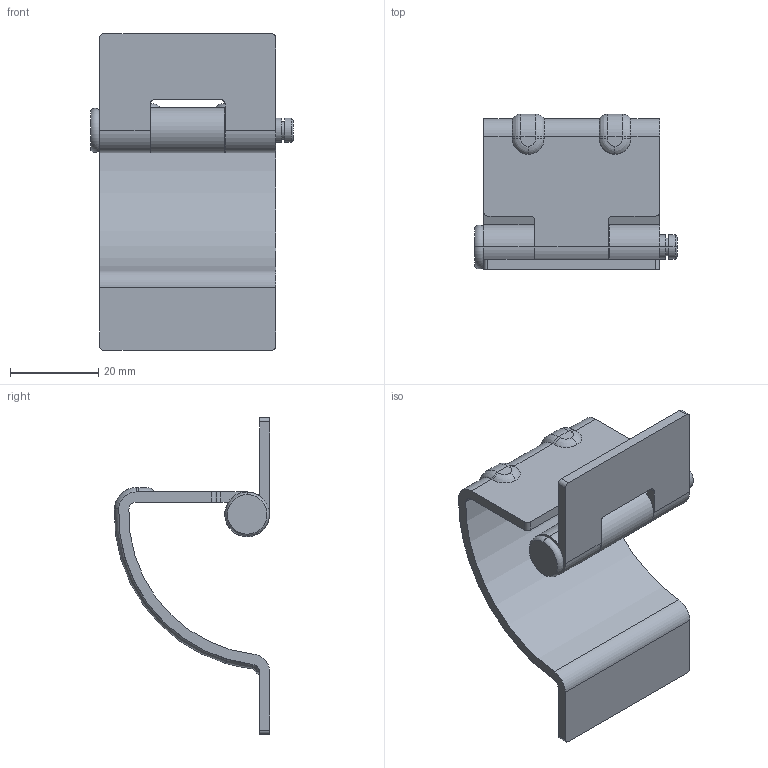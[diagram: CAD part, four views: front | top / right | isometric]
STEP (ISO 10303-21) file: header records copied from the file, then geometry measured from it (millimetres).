
FILE_DESCRIPTION (( 'STEP AP203' ), '1' );
FILE_NAME ('sone3D.STEP', '2015-06-24T06:59:44', ( '' ), ( '' ), 'SwSTEP 2.0', 'SolidWorks 2012', '' );
FILE_SCHEMA (( 'CONFIG_CONTROL_DESIGN' ));
Length unit declared in the file: millimetre
Products named in the file (4): sone3D; B-8-3ヒンジA_; B-8-3軸_; B-8-3ヒンジB_
Assembly tree (3 placements, depth 2):
  sone3D
    B-8-3軸_
    B-8-3ヒンジA_
    B-8-3ヒンジB_
Bounding box: 46 x 35.28 x 72 mm (x, y, z)
Volume: 14290.3 mm3; surface area: 12834.5 mm2
Topology: 3 solids, 3 shells, 109 faces, 270 edges, 170 vertices
Faces by surface type: cylinder 51, plane 26, bspline 16, torus 14, cone 2
Entity records: 4084 total; most frequent: CARTESIAN_POINT 1071, DIRECTION 578, ORIENTED_EDGE 540, EDGE_CURVE 270, AXIS2_PLACEMENT_3D 237, VERTEX_POINT 170, CIRCLE 138, EDGE_LOOP 118
